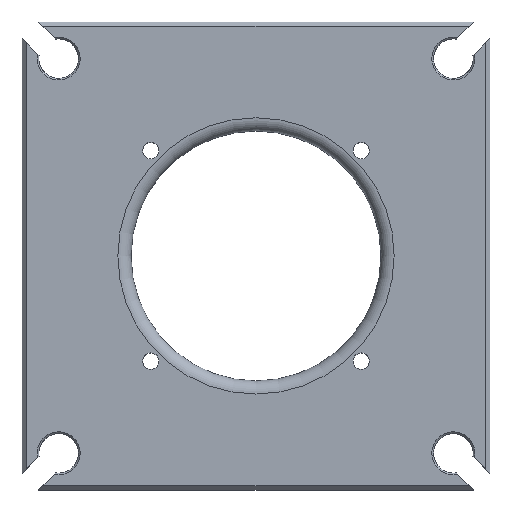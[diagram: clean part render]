
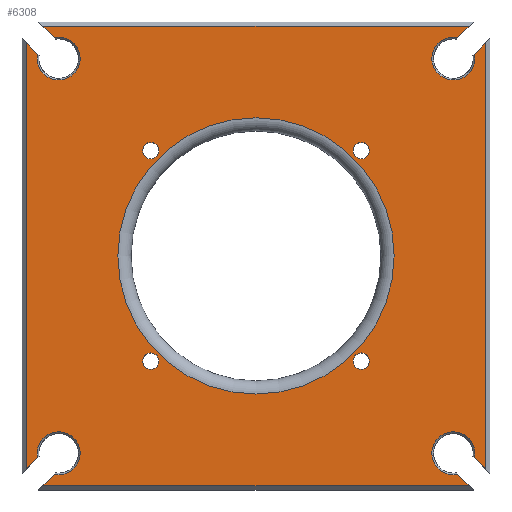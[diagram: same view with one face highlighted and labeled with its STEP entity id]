
A CAD part, top view. The second image highlights one B-rep face of the part: STEP entity #6308.
In plain terms, the highlighted planar face has unit normal (0, 0, 1).
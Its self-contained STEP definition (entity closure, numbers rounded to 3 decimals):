
#162=FACE_BOUND('',#1341,.T.);
#163=FACE_BOUND('',#1342,.T.);
#164=FACE_BOUND('',#1343,.T.);
#165=FACE_BOUND('',#1344,.T.);
#166=FACE_BOUND('',#1345,.T.);
#516=CIRCLE('',#6659,3.264);
#517=CIRCLE('',#6661,3.264);
#520=CIRCLE('',#6670,3.264);
#521=CIRCLE('',#6671,3.264);
#522=CIRCLE('',#6672,21.);
#523=CIRCLE('',#6673,1.25);
#524=CIRCLE('',#6674,1.25);
#525=CIRCLE('',#6675,1.25);
#526=CIRCLE('',#6676,1.25);
#990=FACE_OUTER_BOUND('',#1340,.T.);
#1340=EDGE_LOOP('',(#4491,#4492,#4493,#4494,#4495,#4496,#4497,#4498,#4499,
#4500,#4501,#4502,#4503,#4504,#4505,#4506));
#1341=EDGE_LOOP('',(#4507));
#1342=EDGE_LOOP('',(#4508));
#1343=EDGE_LOOP('',(#4509));
#1344=EDGE_LOOP('',(#4510));
#1345=EDGE_LOOP('',(#4511));
#1789=LINE('',#8182,#2360);
#1795=LINE('',#8211,#2366);
#1798=LINE('',#8222,#2369);
#1809=LINE('',#8256,#2380);
#1813=LINE('',#8266,#2384);
#1819=LINE('',#8295,#2390);
#1825=LINE('',#8308,#2396);
#1831=LINE('',#8337,#2402);
#1837=LINE('',#8530,#2408);
#1838=LINE('',#8532,#2409);
#1842=LINE('',#8538,#2413);
#1843=LINE('',#8540,#2414);
#2360=VECTOR('',#6970,10.);
#2366=VECTOR('',#6978,10.);
#2369=VECTOR('',#6983,10.);
#2380=VECTOR('',#6996,10.);
#2384=VECTOR('',#7002,10.);
#2390=VECTOR('',#7010,10.);
#2396=VECTOR('',#7018,10.);
#2402=VECTOR('',#7026,10.);
#2408=VECTOR('',#7060,1000.);
#2409=VECTOR('',#7063,1000.);
#2413=VECTOR('',#7071,1000.);
#2414=VECTOR('',#7074,1000.);
#2931=VERTEX_POINT('',#8179);
#2932=VERTEX_POINT('',#8181);
#2941=VERTEX_POINT('',#8206);
#2942=VERTEX_POINT('',#8210);
#2944=VERTEX_POINT('',#8216);
#2946=VERTEX_POINT('',#8221);
#2953=VERTEX_POINT('',#8238);
#2959=VERTEX_POINT('',#8254);
#2963=VERTEX_POINT('',#8263);
#2964=VERTEX_POINT('',#8265);
#2973=VERTEX_POINT('',#8290);
#2974=VERTEX_POINT('',#8294);
#2979=VERTEX_POINT('',#8305);
#2980=VERTEX_POINT('',#8307);
#2989=VERTEX_POINT('',#8332);
#2990=VERTEX_POINT('',#8336);
#2996=VERTEX_POINT('',#8542);
#2997=VERTEX_POINT('',#8544);
#2998=VERTEX_POINT('',#8546);
#2999=VERTEX_POINT('',#8548);
#3000=VERTEX_POINT('',#8550);
#3528=EDGE_CURVE('',#2932,#2931,#1789,.T.);
#3538=EDGE_CURVE('',#2942,#2941,#1795,.T.);
#3542=EDGE_CURVE('',#2946,#2944,#1798,.T.);
#3556=EDGE_CURVE('',#2953,#2959,#1809,.T.);
#3560=EDGE_CURVE('',#2964,#2963,#1813,.T.);
#3570=EDGE_CURVE('',#2974,#2973,#1819,.T.);
#3576=EDGE_CURVE('',#2980,#2979,#1825,.T.);
#3586=EDGE_CURVE('',#2990,#2989,#1831,.T.);
#3594=EDGE_CURVE('',#2941,#2932,#516,.T.);
#3595=EDGE_CURVE('',#2944,#2953,#517,.T.);
#3603=EDGE_CURVE('',#2959,#2974,#1837,.T.);
#3604=EDGE_CURVE('',#2963,#2942,#1838,.T.);
#3608=EDGE_CURVE('',#2931,#2990,#1842,.T.);
#3609=EDGE_CURVE('',#2989,#2980,#520,.T.);
#3610=EDGE_CURVE('',#2979,#2946,#1843,.T.);
#3611=EDGE_CURVE('',#2973,#2964,#521,.T.);
#3612=EDGE_CURVE('',#2996,#2996,#522,.T.);
#3613=EDGE_CURVE('',#2997,#2997,#523,.T.);
#3614=EDGE_CURVE('',#2998,#2998,#524,.T.);
#3615=EDGE_CURVE('',#2999,#2999,#525,.T.);
#3616=EDGE_CURVE('',#3000,#3000,#526,.T.);
#4491=ORIENTED_EDGE('',*,*,#3528,.T.);
#4492=ORIENTED_EDGE('',*,*,#3608,.T.);
#4493=ORIENTED_EDGE('',*,*,#3586,.T.);
#4494=ORIENTED_EDGE('',*,*,#3609,.T.);
#4495=ORIENTED_EDGE('',*,*,#3576,.T.);
#4496=ORIENTED_EDGE('',*,*,#3610,.T.);
#4497=ORIENTED_EDGE('',*,*,#3542,.T.);
#4498=ORIENTED_EDGE('',*,*,#3595,.T.);
#4499=ORIENTED_EDGE('',*,*,#3556,.T.);
#4500=ORIENTED_EDGE('',*,*,#3603,.T.);
#4501=ORIENTED_EDGE('',*,*,#3570,.T.);
#4502=ORIENTED_EDGE('',*,*,#3611,.T.);
#4503=ORIENTED_EDGE('',*,*,#3560,.T.);
#4504=ORIENTED_EDGE('',*,*,#3604,.T.);
#4505=ORIENTED_EDGE('',*,*,#3538,.T.);
#4506=ORIENTED_EDGE('',*,*,#3594,.T.);
#4507=ORIENTED_EDGE('',*,*,#3612,.F.);
#4508=ORIENTED_EDGE('',*,*,#3613,.T.);
#4509=ORIENTED_EDGE('',*,*,#3614,.T.);
#4510=ORIENTED_EDGE('',*,*,#3615,.T.);
#4511=ORIENTED_EDGE('',*,*,#3616,.T.);
#6123=PLANE('',#6669);
#6308=ADVANCED_FACE('',(#990,#162,#163,#164,#165,#166),#6123,.T.);
#6659=AXIS2_PLACEMENT_3D('',#8433,#7041,#7042);
#6661=AXIS2_PLACEMENT_3D('',#8435,#7045,#7046);
#6669=AXIS2_PLACEMENT_3D('',#8537,#7069,#7070);
#6670=AXIS2_PLACEMENT_3D('',#8539,#7072,#7073);
#6671=AXIS2_PLACEMENT_3D('',#8541,#7075,#7076);
#6672=AXIS2_PLACEMENT_3D('',#8543,#7077,#7078);
#6673=AXIS2_PLACEMENT_3D('',#8545,#7079,#7080);
#6674=AXIS2_PLACEMENT_3D('',#8547,#7081,#7082);
#6675=AXIS2_PLACEMENT_3D('',#8549,#7083,#7084);
#6676=AXIS2_PLACEMENT_3D('',#8551,#7085,#7086);
#6970=DIRECTION('',(0.707,-0.707,0.));
#6978=DIRECTION('',(-0.707,0.707,0.));
#6983=DIRECTION('',(0.707,-0.707,0.));
#6996=DIRECTION('',(-0.707,0.707,0.));
#7002=DIRECTION('',(-0.707,-0.707,0.));
#7010=DIRECTION('',(0.707,0.707,0.));
#7018=DIRECTION('',(0.707,0.707,0.));
#7026=DIRECTION('',(-0.707,-0.707,0.));
#7041=DIRECTION('center_axis',(0.,0.,-1.));
#7042=DIRECTION('ref_axis',(1.,0.,0.));
#7045=DIRECTION('center_axis',(0.,0.,-1.));
#7046=DIRECTION('ref_axis',(1.,0.,0.));
#7060=DIRECTION('',(0.,-1.,0.));
#7063=DIRECTION('',(1.,0.,0.));
#7069=DIRECTION('center_axis',(0.,0.,1.));
#7070=DIRECTION('ref_axis',(1.,0.,0.));
#7071=DIRECTION('',(0.,1.,0.));
#7072=DIRECTION('center_axis',(0.,0.,-1.));
#7073=DIRECTION('ref_axis',(1.,0.,0.));
#7074=DIRECTION('',(-1.,0.,0.));
#7075=DIRECTION('center_axis',(0.,0.,-1.));
#7076=DIRECTION('ref_axis',(1.,0.,0.));
#7077=DIRECTION('center_axis',(0.,0.,1.));
#7078=DIRECTION('ref_axis',(-1.,0.,0.));
#7079=DIRECTION('center_axis',(0.,0.,-1.));
#7080=DIRECTION('ref_axis',(1.,0.,0.));
#7081=DIRECTION('center_axis',(0.,0.,-1.));
#7082=DIRECTION('ref_axis',(1.,0.,0.));
#7083=DIRECTION('center_axis',(0.,0.,-1.));
#7084=DIRECTION('ref_axis',(1.,0.,0.));
#7085=DIRECTION('center_axis',(0.,0.,-1.));
#7086=DIRECTION('ref_axis',(1.,0.,0.));
#8179=CARTESIAN_POINT('',(34.925,-32.385,6.35));
#8181=CARTESIAN_POINT('',(33.197,-30.657,6.35));
#8182=CARTESIAN_POINT('',(16.294,-13.754,6.35));
#8206=CARTESIAN_POINT('',(30.657,-33.197,6.35));
#8210=CARTESIAN_POINT('',(32.385,-34.925,6.35));
#8211=CARTESIAN_POINT('',(15.875,-18.415,6.35));
#8216=CARTESIAN_POINT('',(-30.657,33.197,6.35));
#8221=CARTESIAN_POINT('',(-32.385,34.925,6.35));
#8222=CARTESIAN_POINT('',(-15.875,18.415,6.35));
#8238=CARTESIAN_POINT('',(-33.197,30.657,6.35));
#8254=CARTESIAN_POINT('',(-34.925,32.385,6.35));
#8256=CARTESIAN_POINT('',(-16.294,13.754,6.35));
#8263=CARTESIAN_POINT('',(-32.385,-34.925,6.35));
#8265=CARTESIAN_POINT('',(-30.657,-33.197,6.35));
#8266=CARTESIAN_POINT('',(-13.754,-16.294,6.35));
#8290=CARTESIAN_POINT('',(-33.197,-30.657,6.35));
#8294=CARTESIAN_POINT('',(-34.925,-32.385,6.35));
#8295=CARTESIAN_POINT('',(-18.415,-15.875,6.35));
#8305=CARTESIAN_POINT('',(32.385,34.925,6.35));
#8307=CARTESIAN_POINT('',(30.657,33.197,6.35));
#8308=CARTESIAN_POINT('',(13.504,16.044,6.35));
#8332=CARTESIAN_POINT('',(33.197,30.657,6.35));
#8336=CARTESIAN_POINT('',(34.925,32.385,6.35));
#8337=CARTESIAN_POINT('',(18.415,15.875,6.35));
#8433=CARTESIAN_POINT('Origin',(30.,-30.,6.35));
#8435=CARTESIAN_POINT('Origin',(-30.,30.,6.35));
#8530=CARTESIAN_POINT('',(-34.925,-33.02,6.35));
#8532=CARTESIAN_POINT('',(33.02,-34.925,6.35));
#8537=CARTESIAN_POINT('Origin',(0.,0.,6.35));
#8538=CARTESIAN_POINT('',(34.925,0.,6.35));
#8539=CARTESIAN_POINT('Origin',(30.,30.,6.35));
#8540=CARTESIAN_POINT('',(0.,34.925,6.35));
#8541=CARTESIAN_POINT('Origin',(-30.,-30.,6.35));
#8542=CARTESIAN_POINT('',(21.,0.,6.35));
#8543=CARTESIAN_POINT('Origin',(0.,0.,6.35));
#8544=CARTESIAN_POINT('',(-14.75,-16.,6.35));
#8545=CARTESIAN_POINT('Origin',(-16.,-16.,6.35));
#8546=CARTESIAN_POINT('',(-14.75,16.,6.35));
#8547=CARTESIAN_POINT('Origin',(-16.,16.,6.35));
#8548=CARTESIAN_POINT('',(17.25,16.,6.35));
#8549=CARTESIAN_POINT('Origin',(16.,16.,6.35));
#8550=CARTESIAN_POINT('',(17.25,-16.,6.35));
#8551=CARTESIAN_POINT('Origin',(16.,-16.,6.35));
